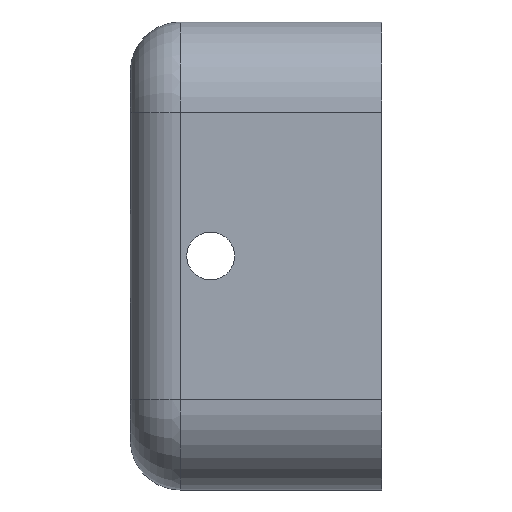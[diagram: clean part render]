
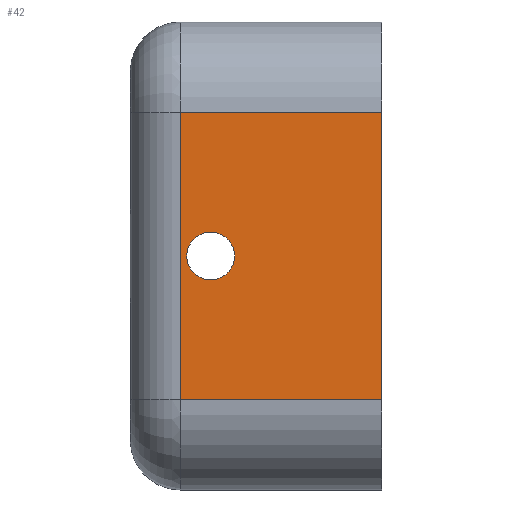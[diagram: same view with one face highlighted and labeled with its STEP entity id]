
A CAD part, left-side view. The second image highlights one B-rep face of the part: STEP entity #42.
In plain terms, the highlighted planar face has unit normal (-1, 0, 0).
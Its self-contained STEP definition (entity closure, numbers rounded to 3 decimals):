
#18 = CARTESIAN_POINT ( 'NONE',  ( -4.65, -1.125, 0. ) ) ;
#42 = ADVANCED_FACE ( 'NONE', ( #1643, #1085 ), #51, .T. ) ;
#51 = PLANE ( 'NONE',  #539 ) ;
#74 = EDGE_CURVE ( 'NONE', #1511, #280, #1456, .T. ) ;
#106 = LINE ( 'NONE', #1363, #530 ) ;
#123 = ORIENTED_EDGE ( 'NONE', *, *, #1454, .T. ) ;
#241 = CARTESIAN_POINT ( 'NONE',  ( -4.65, -1., 2.85 ) ) ;
#243 = CARTESIAN_POINT ( 'NONE',  ( -4.65, 0., 2.85 ) ) ;
#280 = VERTEX_POINT ( 'NONE', #742 ) ;
#354 = CARTESIAN_POINT ( 'NONE',  ( -4.65, -1., -2.85 ) ) ;
#358 = CARTESIAN_POINT ( 'NONE',  ( -4.65, -5., -2.85 ) ) ;
#368 = DIRECTION ( 'NONE',  ( 0., 0., 1. ) ) ;
#444 = DIRECTION ( 'NONE',  ( 0., 0., 1. ) ) ;
#466 = DIRECTION ( 'NONE',  ( 0., 1., 0. ) ) ;
#498 = ORIENTED_EDGE ( 'NONE', *, *, #1864, .T. ) ;
#530 = VECTOR ( 'NONE', #444, 1000. ) ;
#539 = AXIS2_PLACEMENT_3D ( 'NONE', #1156, #1510, #2256 ) ;
#636 = CARTESIAN_POINT ( 'NONE',  ( -4.65, -5., -2.85 ) ) ;
#639 = CARTESIAN_POINT ( 'NONE',  ( -4.65, -1.6, 0. ) ) ;
#668 = CARTESIAN_POINT ( 'NONE',  ( -4.65, -1.6, 0. ) ) ;
#742 = CARTESIAN_POINT ( 'NONE',  ( -4.65, -5., 2.85 ) ) ;
#800 = ORIENTED_EDGE ( 'NONE', *, *, #2098, .T. ) ;
#858 = DIRECTION ( 'NONE',  ( 1., 0., 0. ) ) ;
#876 = LINE ( 'NONE', #2288, #2158 ) ;
#913 = EDGE_LOOP ( 'NONE', ( #123, #1334, #1285, #498 ) ) ;
#935 = CIRCLE ( 'NONE', #1554, 0.475 ) ;
#1067 = DIRECTION ( 'NONE',  ( 0., 1., 0. ) ) ;
#1085 = FACE_OUTER_BOUND ( 'NONE', #913, .T. ) ;
#1150 = EDGE_CURVE ( 'NONE', #1350, #1703, #2184, .T. ) ;
#1156 = CARTESIAN_POINT ( 'NONE',  ( -4.65, 0., -2.85 ) ) ;
#1184 = DIRECTION ( 'NONE',  ( 0., -1., 0. ) ) ;
#1285 = ORIENTED_EDGE ( 'NONE', *, *, #1651, .F. ) ;
#1293 = AXIS2_PLACEMENT_3D ( 'NONE', #639, #1697, #466 ) ;
#1334 = ORIENTED_EDGE ( 'NONE', *, *, #74, .F. ) ;
#1350 = VERTEX_POINT ( 'NONE', #18 ) ;
#1353 = DIRECTION ( 'NONE',  ( 0., -1., 0. ) ) ;
#1363 = CARTESIAN_POINT ( 'NONE',  ( -4.65, -1., -2.85 ) ) ;
#1390 = LINE ( 'NONE', #358, #2162 ) ;
#1396 = VERTEX_POINT ( 'NONE', #354 ) ;
#1454 = EDGE_CURVE ( 'NONE', #1662, #280, #1390, .T. ) ;
#1455 = ORIENTED_EDGE ( 'NONE', *, *, #1150, .T. ) ;
#1456 = LINE ( 'NONE', #243, #1987 ) ;
#1510 = DIRECTION ( 'NONE',  ( -1., 0., 0. ) ) ;
#1511 = VERTEX_POINT ( 'NONE', #241 ) ;
#1554 = AXIS2_PLACEMENT_3D ( 'NONE', #668, #858, #1067 ) ;
#1643 = FACE_BOUND ( 'NONE', #2171, .T. ) ;
#1651 = EDGE_CURVE ( 'NONE', #1396, #1511, #106, .T. ) ;
#1662 = VERTEX_POINT ( 'NONE', #636 ) ;
#1697 = DIRECTION ( 'NONE',  ( 1., 0., 0. ) ) ;
#1703 = VERTEX_POINT ( 'NONE', #2322 ) ;
#1864 = EDGE_CURVE ( 'NONE', #1396, #1662, #876, .T. ) ;
#1987 = VECTOR ( 'NONE', #1353, 1000. ) ;
#2098 = EDGE_CURVE ( 'NONE', #1703, #1350, #935, .T. ) ;
#2158 = VECTOR ( 'NONE', #1184, 1000. ) ;
#2162 = VECTOR ( 'NONE', #368, 1000. ) ;
#2171 = EDGE_LOOP ( 'NONE', ( #1455, #800 ) ) ;
#2184 = CIRCLE ( 'NONE', #1293, 0.475 ) ;
#2256 = DIRECTION ( 'NONE',  ( 0., 0., 1. ) ) ;
#2288 = CARTESIAN_POINT ( 'NONE',  ( -4.65, 0., -2.85 ) ) ;
#2322 = CARTESIAN_POINT ( 'NONE',  ( -4.65, -2.075, 0. ) ) ;
